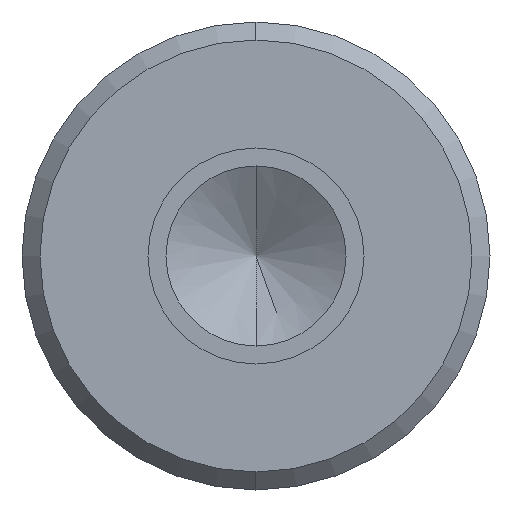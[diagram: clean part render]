
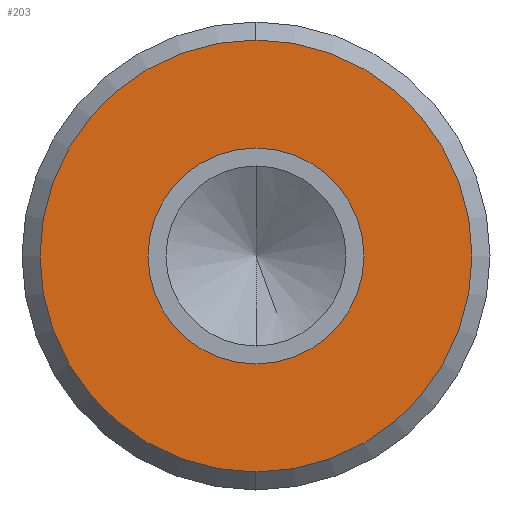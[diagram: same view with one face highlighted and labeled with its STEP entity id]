
A CAD part, left-side view. The second image highlights one B-rep face of the part: STEP entity #203.
In plain terms, the highlighted planar face has unit normal (-1, 0, 0).
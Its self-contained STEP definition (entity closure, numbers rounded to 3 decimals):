
#98 = VERTEX_POINT ( 'NONE', #438 ) ;
#102 = EDGE_CURVE ( 'NONE', #158, #98, #493, .T. ) ;
#135 = EDGE_CURVE ( 'NONE', #141, #137, #619, .T. ) ;
#137 = VERTEX_POINT ( 'NONE', #623 ) ;
#141 = VERTEX_POINT ( 'NONE', #603 ) ;
#158 = VERTEX_POINT ( 'NONE', #578 ) ;
#196 = EDGE_LOOP ( 'NONE', ( #205, #204 ) ) ;
#201 = EDGE_CURVE ( 'NONE', #98, #158, #635, .T. ) ;
#202 = EDGE_LOOP ( 'NONE', ( #313, #206 ) ) ;
#203 = ADVANCED_FACE ( 'NONE', ( #669, #648 ), #659, .F. ) ;
#204 = ORIENTED_EDGE ( 'NONE', *, *, #135, .T. ) ;
#205 = ORIENTED_EDGE ( 'NONE', *, *, #218, .T. ) ;
#206 = ORIENTED_EDGE ( 'NONE', *, *, #102, .F. ) ;
#218 = EDGE_CURVE ( 'NONE', #137, #141, #772, .T. ) ;
#313 = ORIENTED_EDGE ( 'NONE', *, *, #201, .F. ) ;
#432 = AXIS2_PLACEMENT_3D ( 'NONE', #492, #491, #490 ) ;
#438 = CARTESIAN_POINT ( 'NONE',  ( -20., 0., 3. ) ) ;
#474 = AXIS2_PLACEMENT_3D ( 'NONE', #607, #606, #605 ) ;
#490 = DIRECTION ( 'NONE',  ( 0., 0., 1. ) ) ;
#491 = DIRECTION ( 'NONE',  ( -1., 0., 0. ) ) ;
#492 = CARTESIAN_POINT ( 'NONE',  ( -20., 0., 0. ) ) ;
#493 = CIRCLE ( 'NONE', #432, 3. ) ;
#578 = CARTESIAN_POINT ( 'NONE',  ( -20., 0., -3. ) ) ;
#603 = CARTESIAN_POINT ( 'NONE',  ( -20., 0., 6. ) ) ;
#605 = DIRECTION ( 'NONE',  ( 0., 0., -1. ) ) ;
#606 = DIRECTION ( 'NONE',  ( -1., 0., 0. ) ) ;
#607 = CARTESIAN_POINT ( 'NONE',  ( -20., 0., 0. ) ) ;
#619 = CIRCLE ( 'NONE', #474, 6. ) ;
#623 = CARTESIAN_POINT ( 'NONE',  ( -20., 0., -6. ) ) ;
#633 = DIRECTION ( 'NONE',  ( 0., 0., 1. ) ) ;
#634 = CARTESIAN_POINT ( 'NONE',  ( -20., 0., 0. ) ) ;
#635 = CIRCLE ( 'NONE', #640, 3. ) ;
#640 = AXIS2_PLACEMENT_3D ( 'NONE', #634, #651, #633 ) ;
#642 = AXIS2_PLACEMENT_3D ( 'NONE', #658, #657, #656 ) ;
#648 = FACE_BOUND ( 'NONE', #202, .T. ) ;
#651 = DIRECTION ( 'NONE',  ( -1., 0., 0. ) ) ;
#656 = DIRECTION ( 'NONE',  ( 0., 0., -1. ) ) ;
#657 = DIRECTION ( 'NONE',  ( 1., 0., 0. ) ) ;
#658 = CARTESIAN_POINT ( 'NONE',  ( -20., 6.5, 0. ) ) ;
#659 = PLANE ( 'NONE',  #642 ) ;
#669 = FACE_OUTER_BOUND ( 'NONE', #196, .T. ) ;
#764 = DIRECTION ( 'NONE',  ( 0., 0., -1. ) ) ;
#765 = DIRECTION ( 'NONE',  ( -1., 0., 0. ) ) ;
#772 = CIRCLE ( 'NONE', #877, 6. ) ;
#877 = AXIS2_PLACEMENT_3D ( 'NONE', #878, #765, #764 ) ;
#878 = CARTESIAN_POINT ( 'NONE',  ( -20., 0., 0. ) ) ;
